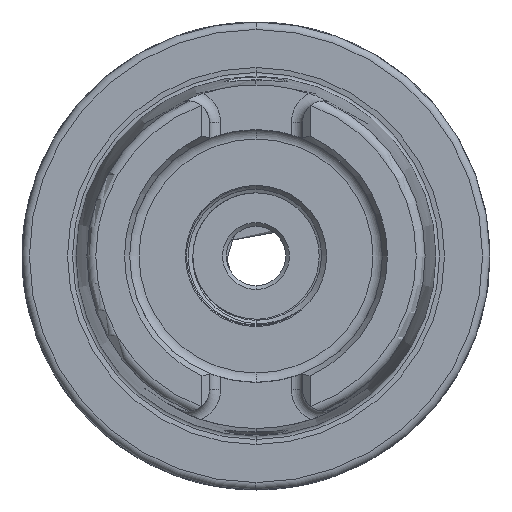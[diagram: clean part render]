
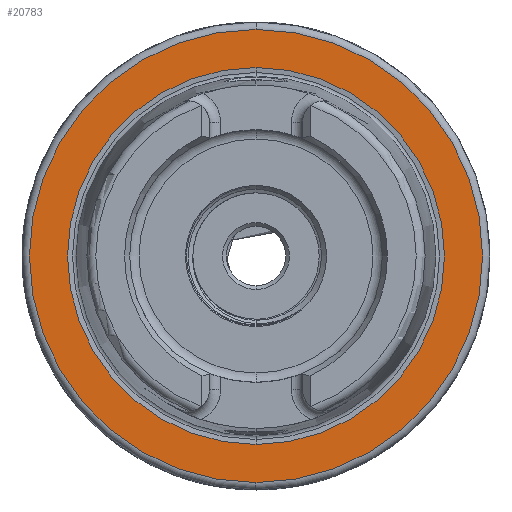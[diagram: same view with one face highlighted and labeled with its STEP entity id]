
A CAD part, left-side view. The second image highlights one B-rep face of the part: STEP entity #20783.
In plain terms, the highlighted planar face has unit normal (-1, 0, 0).
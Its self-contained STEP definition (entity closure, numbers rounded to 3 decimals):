
#1750 = DIRECTION ( 'NONE',  ( 0., 0., 1. ) ) ;
#1763 = PLANE ( 'NONE',  #19816 ) ;
#1776 = CARTESIAN_POINT ( 'NONE',  ( 0., 25.369, 0. ) ) ;
#1781 = DIRECTION ( 'NONE',  ( -1., 0., 0. ) ) ;
#8401 = DIRECTION ( 'NONE',  ( 0., 0., -1. ) ) ;
#8402 = CARTESIAN_POINT ( 'NONE',  ( 0., 0., 0. ) ) ;
#8434 = DIRECTION ( 'NONE',  ( 1., 0., 0. ) ) ;
#8609 = DIRECTION ( 'NONE',  ( 0., 0., 1. ) ) ;
#8616 = CARTESIAN_POINT ( 'NONE',  ( 0., 0., 0. ) ) ;
#8634 = DIRECTION ( 'NONE',  ( -1., 0., 0. ) ) ;
#10689 = EDGE_CURVE ( 'NONE', #20606, #20617, #16239, .T. ) ;
#10742 = EDGE_CURVE ( 'NONE', #20632, #20484, #16313, .T. ) ;
#10819 = AXIS2_PLACEMENT_3D ( 'NONE', #17633, #17658, #17673 ) ;
#10852 = AXIS2_PLACEMENT_3D ( 'NONE', #18084, #18074, #18122 ) ;
#13821 = CIRCLE ( 'NONE', #19665, 25.369 ) ;
#13885 = CIRCLE ( 'NONE', #19696, 30.5 ) ;
#14597 = ORIENTED_EDGE ( 'NONE', *, *, #21084, .T. ) ;
#14638 = ORIENTED_EDGE ( 'NONE', *, *, #10689, .T. ) ;
#14644 = ORIENTED_EDGE ( 'NONE', *, *, #21053, .T. ) ;
#14662 = ORIENTED_EDGE ( 'NONE', *, *, #10742, .T. ) ;
#15408 = FACE_OUTER_BOUND ( 'NONE', #16048, .T. ) ;
#15442 = FACE_BOUND ( 'NONE', #16088, .T. ) ;
#16048 = EDGE_LOOP ( 'NONE', ( #14597, #14662 ) ) ;
#16088 = EDGE_LOOP ( 'NONE', ( #14644, #14638 ) ) ;
#16239 = CIRCLE ( 'NONE', #10819, 25.369 ) ;
#16313 = CIRCLE ( 'NONE', #10852, 30.5 ) ;
#17633 = CARTESIAN_POINT ( 'NONE',  ( 0., 0., 0. ) ) ;
#17658 = DIRECTION ( 'NONE',  ( 1., 0., 0. ) ) ;
#17673 = DIRECTION ( 'NONE',  ( 0., 0., -1. ) ) ;
#18074 = DIRECTION ( 'NONE',  ( -1., 0., 0. ) ) ;
#18084 = CARTESIAN_POINT ( 'NONE',  ( 0., 0., 0. ) ) ;
#18122 = DIRECTION ( 'NONE',  ( 0., 0., 1. ) ) ;
#18482 = CARTESIAN_POINT ( 'NONE',  ( 0., 0., 30.5 ) ) ;
#19476 = CARTESIAN_POINT ( 'NONE',  ( 0., 0., -30.5 ) ) ;
#19479 = CARTESIAN_POINT ( 'NONE',  ( 0., 0., 25.369 ) ) ;
#19526 = CARTESIAN_POINT ( 'NONE',  ( 0., 0., -25.369 ) ) ;
#19665 = AXIS2_PLACEMENT_3D ( 'NONE', #8402, #8434, #8401 ) ;
#19696 = AXIS2_PLACEMENT_3D ( 'NONE', #8616, #8634, #8609 ) ;
#19816 = AXIS2_PLACEMENT_3D ( 'NONE', #1776, #1781, #1750 ) ;
#20484 = VERTEX_POINT ( 'NONE', #18482 ) ;
#20606 = VERTEX_POINT ( 'NONE', #19526 ) ;
#20617 = VERTEX_POINT ( 'NONE', #19479 ) ;
#20632 = VERTEX_POINT ( 'NONE', #19476 ) ;
#20783 = ADVANCED_FACE ( 'NONE', ( #15408, #15442 ), #1763, .T. ) ;
#21053 = EDGE_CURVE ( 'NONE', #20617, #20606, #13821, .T. ) ;
#21084 = EDGE_CURVE ( 'NONE', #20484, #20632, #13885, .T. ) ;
